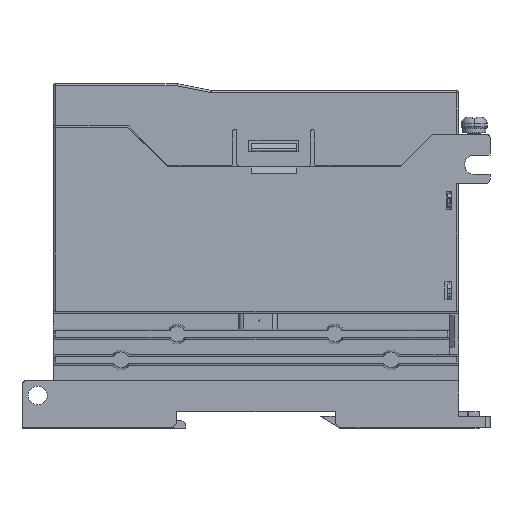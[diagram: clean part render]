
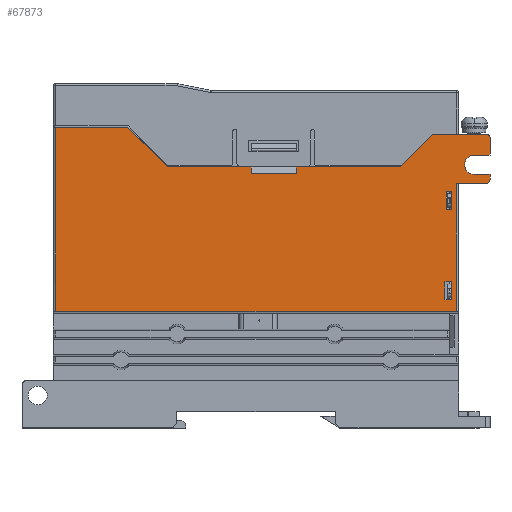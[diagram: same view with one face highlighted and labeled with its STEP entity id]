
A CAD part, top view. The second image highlights one B-rep face of the part: STEP entity #67873.
In plain terms, the highlighted planar face has unit normal (0, 0, 1).
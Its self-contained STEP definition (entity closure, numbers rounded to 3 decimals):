
#3417=DIRECTION('',(1.,0.,0.));
#3418=VECTOR('',#3417,16.);
#3419=CARTESIAN_POINT('',(-44.5,8.8,37.5));
#3420=LINE('',#3419,#3418);
#3660=DIRECTION('',(-1.,0.,0.));
#3661=VECTOR('',#3660,12.25);
#3662=CARTESIAN_POINT('',(51.5,7.15,37.5));
#3663=LINE('',#3662,#3661);
#9831=DIRECTION('',(0.,1.,0.));
#9832=VECTOR('',#9831,40.885);
#9833=CARTESIAN_POINT('',(-44.5,-32.085,37.5));
#9834=LINE('',#9833,#9832);
#9835=DIRECTION('',(-0.707,0.707,0.));
#9836=VECTOR('',#9835,12.445);
#9837=CARTESIAN_POINT('',(-19.7,0.,37.5));
#9838=LINE('',#9837,#9836);
#9839=DIRECTION('',(-1.,0.,0.));
#9840=VECTOR('',#9839,18.625);
#9841=CARTESIAN_POINT('',(-1.075,0.,37.5));
#9842=LINE('',#9841,#9840);
#9843=DIRECTION('',(0.,1.,0.));
#9844=VECTOR('',#9843,1.55);
#9845=CARTESIAN_POINT('',(-1.075,-1.55,37.5));
#9846=LINE('',#9845,#9844);
#9847=DIRECTION('',(1.,0.,0.));
#9848=VECTOR('',#9847,10.);
#9849=CARTESIAN_POINT('',(-1.075,-1.55,37.5));
#9850=LINE('',#9849,#9848);
#9851=DIRECTION('',(0.,1.,0.));
#9852=VECTOR('',#9851,1.55);
#9853=CARTESIAN_POINT('',(8.925,-1.55,37.5));
#9854=LINE('',#9853,#9852);
#9855=DIRECTION('',(-1.,0.,0.));
#9856=VECTOR('',#9855,23.175);
#9857=CARTESIAN_POINT('',(32.1,0.,37.5));
#9858=LINE('',#9857,#9856);
#9859=DIRECTION('',(-0.707,-0.707,0.));
#9860=VECTOR('',#9859,10.112);
#9861=CARTESIAN_POINT('',(39.25,7.15,37.5));
#9862=LINE('',#9861,#9860);
#9863=CARTESIAN_POINT('',(51.5,6.65,37.5));
#9864=DIRECTION('',(0.,0.,1.));
#9865=DIRECTION('',(1.,0.,0.));
#9866=AXIS2_PLACEMENT_3D('',#9863,#9864,#9865);
#9868=DIRECTION('',(-1.,0.,0.));
#9869=VECTOR('',#9868,3.5);
#9870=CARTESIAN_POINT('',(52.,2.65,37.5));
#9871=LINE('',#9870,#9869);
#9872=CARTESIAN_POINT('',(48.5,0.5,37.5));
#9873=DIRECTION('',(0.,0.,1.));
#9874=DIRECTION('',(0.,1.,0.));
#9875=AXIS2_PLACEMENT_3D('',#9872,#9873,#9874);
#9877=DIRECTION('',(-1.,0.,0.));
#9878=VECTOR('',#9877,3.5);
#9879=CARTESIAN_POINT('',(52.,-1.65,37.5));
#9880=LINE('',#9879,#9878);
#9881=CARTESIAN_POINT('',(51.,-2.75,37.5));
#9882=DIRECTION('',(0.,0.,1.));
#9883=DIRECTION('',(0.,-1.,0.));
#9884=AXIS2_PLACEMENT_3D('',#9881,#9882,#9883);
#9886=DIRECTION('',(-1.,0.,0.));
#9887=VECTOR('',#9886,89.);
#9888=CARTESIAN_POINT('',(44.5,-32.085,37.5));
#9889=LINE('',#9888,#9887);
#9890=DIRECTION('',(0.,-1.,0.));
#9891=VECTOR('',#9890,4.);
#9892=CARTESIAN_POINT('',(42.3,-5.5,37.5));
#9893=LINE('',#9892,#9891);
#9894=DIRECTION('',(1.,0.,0.));
#9895=VECTOR('',#9894,1.2);
#9896=CARTESIAN_POINT('',(42.3,-9.5,37.5));
#9897=LINE('',#9896,#9895);
#9898=DIRECTION('',(0.,1.,0.));
#9899=VECTOR('',#9898,4.);
#9900=CARTESIAN_POINT('',(43.5,-9.5,37.5));
#9901=LINE('',#9900,#9899);
#9902=DIRECTION('',(-1.,0.,0.));
#9903=VECTOR('',#9902,1.2);
#9904=CARTESIAN_POINT('',(43.5,-5.5,37.5));
#9905=LINE('',#9904,#9903);
#9906=DIRECTION('',(0.,-1.,0.));
#9907=VECTOR('',#9906,4.);
#9908=CARTESIAN_POINT('',(42.,-25.5,37.5));
#9909=LINE('',#9908,#9907);
#9910=DIRECTION('',(1.,0.,0.));
#9911=VECTOR('',#9910,1.5);
#9912=CARTESIAN_POINT('',(42.,-29.5,37.5));
#9913=LINE('',#9912,#9911);
#9914=DIRECTION('',(0.,1.,0.));
#9915=VECTOR('',#9914,4.);
#9916=CARTESIAN_POINT('',(43.5,-29.5,37.5));
#9917=LINE('',#9916,#9915);
#9918=DIRECTION('',(-1.,0.,0.));
#9919=VECTOR('',#9918,1.5);
#9920=CARTESIAN_POINT('',(43.5,-25.5,37.5));
#9921=LINE('',#9920,#9919);
#10071=DIRECTION('',(1.,0.,0.));
#10072=VECTOR('',#10071,6.5);
#10073=CARTESIAN_POINT('',(44.5,-3.75,37.5));
#10074=LINE('',#10073,#10072);
#10714=DIRECTION('',(0.,1.,0.));
#10715=VECTOR('',#10714,28.335);
#10716=CARTESIAN_POINT('',(44.5,-32.085,37.5));
#10717=LINE('',#10716,#10715);
#10757=CARTESIAN_POINT('',(44.5,-32.085,37.5));
#12593=DIRECTION('',(0.,1.,0.));
#12594=VECTOR('',#12593,1.1);
#12595=CARTESIAN_POINT('',(52.,-2.75,37.5));
#12596=LINE('',#12595,#12594);
#12625=DIRECTION('',(0.,1.,0.));
#12626=VECTOR('',#12625,4.);
#12627=CARTESIAN_POINT('',(52.,2.65,37.5));
#12628=LINE('',#12627,#12626);
#42637=CARTESIAN_POINT('',(48.5,2.65,37.5));
#42638=CARTESIAN_POINT('',(48.5,-1.65,37.5));
#42639=VERTEX_POINT('',#42637);
#42640=VERTEX_POINT('',#42638);
#42641=CARTESIAN_POINT('',(52.,-1.65,37.5));
#42642=VERTEX_POINT('',#42641);
#42643=CARTESIAN_POINT('',(52.,2.65,37.5));
#42644=VERTEX_POINT('',#42643);
#42741=CARTESIAN_POINT('',(-19.7,0.,37.5));
#42742=CARTESIAN_POINT('',(-28.5,8.8,37.5));
#42743=VERTEX_POINT('',#42741);
#42744=VERTEX_POINT('',#42742);
#42789=CARTESIAN_POINT('',(51.,-3.75,37.5));
#42790=VERTEX_POINT('',#42789);
#42791=CARTESIAN_POINT('',(52.,-2.75,37.5));
#42792=VERTEX_POINT('',#42791);
#43098=CARTESIAN_POINT('',(39.25,7.15,37.5));
#43099=CARTESIAN_POINT('',(32.1,0.,37.5));
#43100=VERTEX_POINT('',#43098);
#43101=VERTEX_POINT('',#43099);
#43168=CARTESIAN_POINT('',(8.925,-1.55,37.5));
#43169=CARTESIAN_POINT('',(8.925,0.,37.5));
#43170=VERTEX_POINT('',#43168);
#43171=VERTEX_POINT('',#43169);
#43172=CARTESIAN_POINT('',(-1.075,-1.55,37.5));
#43173=CARTESIAN_POINT('',(-1.075,0.,37.5));
#43174=VERTEX_POINT('',#43172);
#43175=VERTEX_POINT('',#43173);
#43251=VERTEX_POINT('',#10757);
#43252=CARTESIAN_POINT('',(-44.5,-32.085,37.5));
#43253=CARTESIAN_POINT('',(-44.5,8.8,37.5));
#43254=VERTEX_POINT('',#43252);
#43255=VERTEX_POINT('',#43253);
#43260=CARTESIAN_POINT('',(44.5,-3.75,37.5));
#43261=VERTEX_POINT('',#43260);
#43268=CARTESIAN_POINT('',(52.,6.65,37.5));
#43269=CARTESIAN_POINT('',(51.5,7.15,37.5));
#43270=VERTEX_POINT('',#43268);
#43271=VERTEX_POINT('',#43269);
#43292=CARTESIAN_POINT('',(42.3,-5.5,37.5));
#43293=CARTESIAN_POINT('',(42.3,-9.5,37.5));
#43294=VERTEX_POINT('',#43292);
#43295=VERTEX_POINT('',#43293);
#43296=CARTESIAN_POINT('',(43.5,-9.5,37.5));
#43297=VERTEX_POINT('',#43296);
#43298=CARTESIAN_POINT('',(43.5,-5.5,37.5));
#43299=VERTEX_POINT('',#43298);
#43300=CARTESIAN_POINT('',(42.,-25.5,37.5));
#43301=CARTESIAN_POINT('',(42.,-29.5,37.5));
#43302=VERTEX_POINT('',#43300);
#43303=VERTEX_POINT('',#43301);
#43304=CARTESIAN_POINT('',(43.5,-29.5,37.5));
#43305=VERTEX_POINT('',#43304);
#43306=CARTESIAN_POINT('',(43.5,-25.5,37.5));
#43307=VERTEX_POINT('',#43306);
#67812=CARTESIAN_POINT('',(0.,-52.3,37.5));
#67813=DIRECTION('',(0.,0.,1.));
#67814=DIRECTION('',(1.,0.,0.));
#67815=AXIS2_PLACEMENT_3D('',#67812,#67813,#67814);
#67816=PLANE('',#67815);
#67817=ORIENTED_EDGE('',*,*,#67796,.T.);
#67818=ORIENTED_EDGE('',*,*,#58127,.T.);
#67820=ORIENTED_EDGE('',*,*,#67819,.F.);
#67821=ORIENTED_EDGE('',*,*,#58411,.F.);
#67823=ORIENTED_EDGE('',*,*,#67822,.F.);
#67825=ORIENTED_EDGE('',*,*,#67824,.T.);
#67827=ORIENTED_EDGE('',*,*,#67826,.T.);
#67828=ORIENTED_EDGE('',*,*,#58389,.F.);
#67829=ORIENTED_EDGE('',*,*,#58436,.F.);
#67830=ORIENTED_EDGE('',*,*,#58461,.F.);
#67832=ORIENTED_EDGE('',*,*,#67831,.F.);
#67834=ORIENTED_EDGE('',*,*,#67833,.F.);
#67836=ORIENTED_EDGE('',*,*,#67835,.T.);
#67838=ORIENTED_EDGE('',*,*,#67837,.T.);
#67840=ORIENTED_EDGE('',*,*,#67839,.F.);
#67842=ORIENTED_EDGE('',*,*,#67841,.F.);
#67844=ORIENTED_EDGE('',*,*,#67843,.F.);
#67846=ORIENTED_EDGE('',*,*,#67845,.F.);
#67848=ORIENTED_EDGE('',*,*,#67847,.F.);
#67850=ORIENTED_EDGE('',*,*,#67849,.T.);
#67851=EDGE_LOOP('',(#67817,#67818,#67820,#67821,#67823,#67825,#67827,#67828,
#67829,#67830,#67832,#67834,#67836,#67838,#67840,#67842,#67844,#67846,#67848,
#67850));
#67852=FACE_OUTER_BOUND('',#67851,.F.);
#67854=ORIENTED_EDGE('',*,*,#67853,.T.);
#67856=ORIENTED_EDGE('',*,*,#67855,.T.);
#67858=ORIENTED_EDGE('',*,*,#67857,.T.);
#67860=ORIENTED_EDGE('',*,*,#67859,.T.);
#67861=EDGE_LOOP('',(#67854,#67856,#67858,#67860));
#67862=FACE_BOUND('',#67861,.F.);
#67864=ORIENTED_EDGE('',*,*,#67863,.T.);
#67866=ORIENTED_EDGE('',*,*,#67865,.T.);
#67868=ORIENTED_EDGE('',*,*,#67867,.T.);
#67870=ORIENTED_EDGE('',*,*,#67869,.T.);
#67871=EDGE_LOOP('',(#67864,#67866,#67868,#67870));
#67872=FACE_BOUND('',#67871,.F.);
#9867=CIRCLE('',#9866,0.5);
#9876=CIRCLE('',#9875,2.15);
#9885=CIRCLE('',#9884,1.);
#58127=EDGE_CURVE('',#43255,#42744,#3420,.T.);
#58389=EDGE_CURVE('',#43101,#43171,#9858,.T.);
#58411=EDGE_CURVE('',#43175,#42743,#9842,.T.);
#58436=EDGE_CURVE('',#43100,#43101,#9862,.T.);
#58461=EDGE_CURVE('',#43271,#43100,#3663,.T.);
#67796=EDGE_CURVE('',#43254,#43255,#9834,.T.);
#67819=EDGE_CURVE('',#42743,#42744,#9838,.T.);
#67822=EDGE_CURVE('',#43174,#43175,#9846,.T.);
#67824=EDGE_CURVE('',#43174,#43170,#9850,.T.);
#67826=EDGE_CURVE('',#43170,#43171,#9854,.T.);
#67831=EDGE_CURVE('',#43270,#43271,#9867,.T.);
#67833=EDGE_CURVE('',#42644,#43270,#12628,.T.);
#67835=EDGE_CURVE('',#42644,#42639,#9871,.T.);
#67837=EDGE_CURVE('',#42639,#42640,#9876,.T.);
#67839=EDGE_CURVE('',#42642,#42640,#9880,.T.);
#67841=EDGE_CURVE('',#42792,#42642,#12596,.T.);
#67843=EDGE_CURVE('',#42790,#42792,#9885,.T.);
#67845=EDGE_CURVE('',#43261,#42790,#10074,.T.);
#67847=EDGE_CURVE('',#43251,#43261,#10717,.T.);
#67849=EDGE_CURVE('',#43251,#43254,#9889,.T.);
#67853=EDGE_CURVE('',#43294,#43295,#9893,.T.);
#67855=EDGE_CURVE('',#43295,#43297,#9897,.T.);
#67857=EDGE_CURVE('',#43297,#43299,#9901,.T.);
#67859=EDGE_CURVE('',#43299,#43294,#9905,.T.);
#67863=EDGE_CURVE('',#43302,#43303,#9909,.T.);
#67865=EDGE_CURVE('',#43303,#43305,#9913,.T.);
#67867=EDGE_CURVE('',#43305,#43307,#9917,.T.);
#67869=EDGE_CURVE('',#43307,#43302,#9921,.T.);
#67873=ADVANCED_FACE('',(#67852,#67862,#67872),#67816,.T.);
